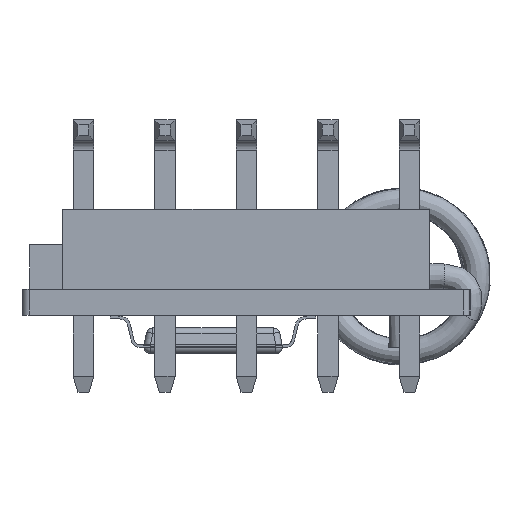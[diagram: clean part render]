
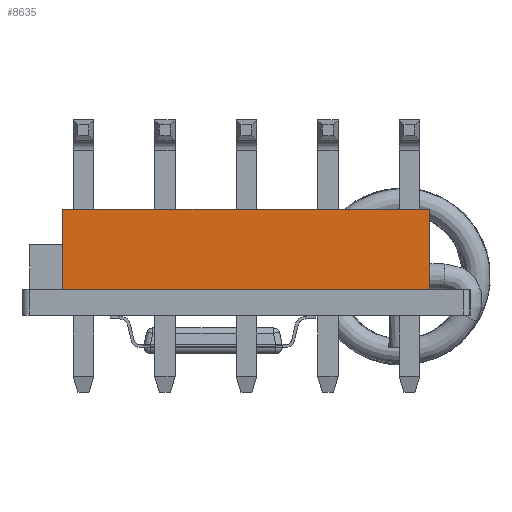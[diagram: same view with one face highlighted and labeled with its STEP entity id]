
A CAD part, front view. The second image highlights one B-rep face of the part: STEP entity #8635.
In plain terms, the highlighted planar face has unit normal (0, -1, 0).
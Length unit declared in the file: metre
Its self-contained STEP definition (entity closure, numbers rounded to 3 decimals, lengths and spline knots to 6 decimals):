
#1040=LINE('',#14180,#2020);
#1044=LINE('',#14189,#2024);
#1046=LINE('',#14193,#2026);
#1048=LINE('',#14196,#2028);
#2020=VECTOR('',#11650,1.);
#2024=VECTOR('',#11656,1.);
#2026=VECTOR('',#11660,1.);
#2028=VECTOR('',#11664,1.);
#4254=ORIENTED_EDGE('',*,*,#5694,.F.);
#4255=ORIENTED_EDGE('',*,*,#5702,.F.);
#4256=ORIENTED_EDGE('',*,*,#5698,.T.);
#4257=ORIENTED_EDGE('',*,*,#5700,.T.);
#5694=EDGE_CURVE('',#6571,#6572,#1040,.T.);
#5698=EDGE_CURVE('',#6576,#6575,#1044,.T.);
#5700=EDGE_CURVE('',#6575,#6572,#1046,.T.);
#5702=EDGE_CURVE('',#6576,#6571,#1048,.T.);
#6571=VERTEX_POINT('',#14179);
#6572=VERTEX_POINT('',#14181);
#6575=VERTEX_POINT('',#14188);
#6576=VERTEX_POINT('',#14190);
#7338=EDGE_LOOP('',(#4254,#4255,#4256,#4257));
#7823=FACE_BOUND('',#7338,.T.);
#8198=PLANE('',#9484);
#8635=ADVANCED_FACE('',(#7823),#8198,.T.);
#9484=AXIS2_PLACEMENT_3D('',#14195,#11662,#11663);
#11650=DIRECTION('',(0.,0.,1.));
#11656=DIRECTION('',(0.,0.,1.));
#11660=DIRECTION('',(-1.,0.,0.));
#11662=DIRECTION('',(0.,-1.,0.));
#11663=DIRECTION('',(-1.,0.,0.));
#11664=DIRECTION('',(-1.,0.,0.));
#14179=CARTESIAN_POINT('',(0.05177,-0.00252,0.));
#14180=CARTESIAN_POINT('',(0.05177,-0.00252,0.0025));
#14181=CARTESIAN_POINT('',(0.05177,-0.00252,0.0025));
#14188=CARTESIAN_POINT('',(0.0632,-0.00252,0.0025));
#14189=CARTESIAN_POINT('',(0.0632,-0.00252,0.0025));
#14190=CARTESIAN_POINT('',(0.0632,-0.00252,0.));
#14193=CARTESIAN_POINT('',(0.069446,-0.00252,0.0025));
#14195=CARTESIAN_POINT('',(0.069446,-0.00252,0.));
#14196=CARTESIAN_POINT('',(0.069446,-0.00252,0.));
